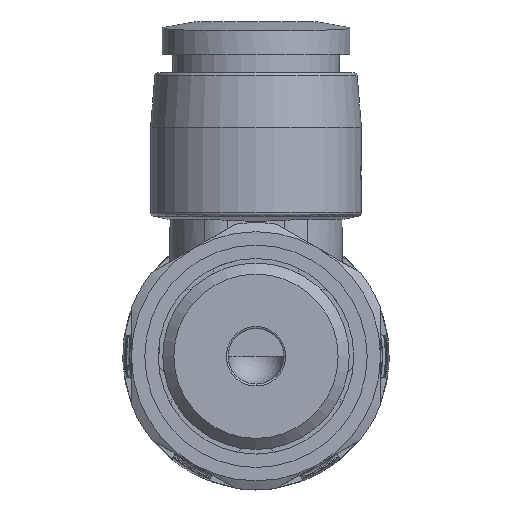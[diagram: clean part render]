
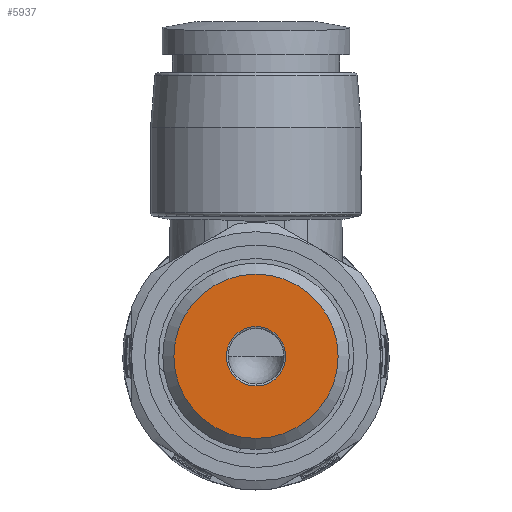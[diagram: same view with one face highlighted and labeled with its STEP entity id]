
A CAD part, front view. The second image highlights one B-rep face of the part: STEP entity #5937.
In plain terms, the highlighted planar face has unit normal (0, -1, 0).
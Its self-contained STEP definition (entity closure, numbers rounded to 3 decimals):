
#446=CIRCLE('',#6370,4.283);
#447=CIRCLE('',#6372,1.55);
#1011=ORIENTED_EDGE('',*,*,#2259,.F.);
#1012=ORIENTED_EDGE('',*,*,#2258,.T.);
#2258=EDGE_CURVE('',#2862,#2862,#446,.T.);
#2259=EDGE_CURVE('',#2863,#2863,#447,.T.);
#2862=VERTEX_POINT('',#9116);
#2863=VERTEX_POINT('',#9119);
#3692=EDGE_LOOP('',(#1011));
#3693=EDGE_LOOP('',(#1012));
#4008=FACE_BOUND('',#3692,.T.);
#4009=FACE_BOUND('',#3693,.T.);
#4255=PLANE('',#6371);
#5937=ADVANCED_FACE('',(#4008,#4009),#4255,.F.);
#6370=AXIS2_PLACEMENT_3D('',#9115,#7220,#7221);
#6371=AXIS2_PLACEMENT_3D('',#9117,#7222,#7223);
#6372=AXIS2_PLACEMENT_3D('',#9118,#7224,#7225);
#7220=DIRECTION('',(0.,-1.,0.));
#7221=DIRECTION('',(0.,0.,-1.));
#7222=DIRECTION('',(0.,1.,0.));
#7223=DIRECTION('',(0.,0.,1.));
#7224=DIRECTION('',(0.,-1.,0.));
#7225=DIRECTION('',(0.,0.,-1.));
#9115=CARTESIAN_POINT('',(0.,0.,0.));
#9116=CARTESIAN_POINT('',(0.,0.,-4.283));
#9117=CARTESIAN_POINT('',(0.,0.,-4.283));
#9118=CARTESIAN_POINT('',(0.,0.,0.));
#9119=CARTESIAN_POINT('',(0.,0.,-1.55));
